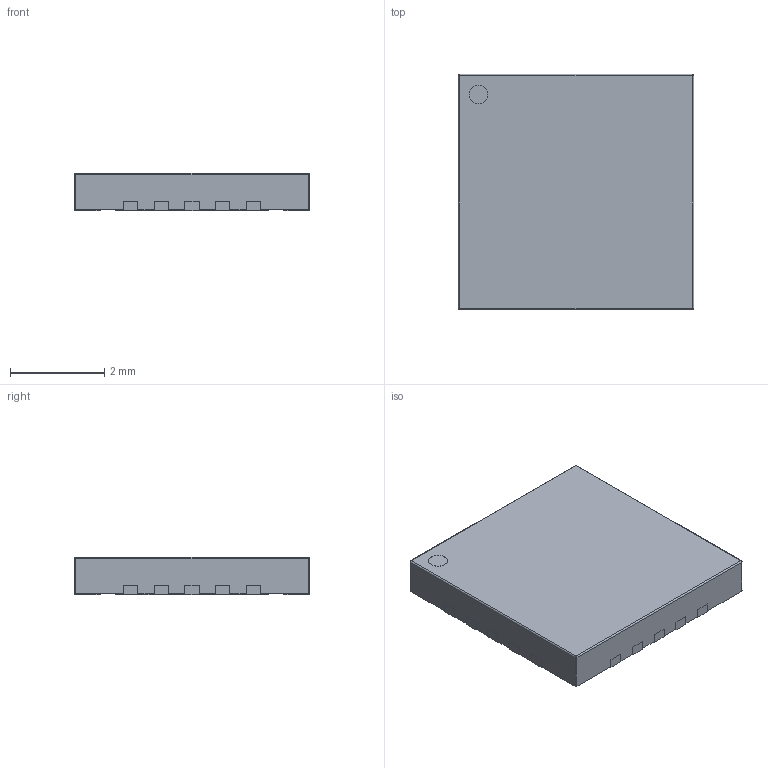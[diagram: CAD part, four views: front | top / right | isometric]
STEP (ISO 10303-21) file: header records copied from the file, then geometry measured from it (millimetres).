
FILE_DESCRIPTION (( 'STEP AP214' ), '1' );
FILE_NAME ('MAX31865ATP+T.STEP', '2023-11-02T02:39:15', ( '' ), ( '' ), 'SwSTEP 2.0', 'SolidWorks 2022', '' );
FILE_SCHEMA (( 'AUTOMOTIVE_DESIGN' ));
Length unit declared in the file: millimetre
Products named in the file (1): MAX31865ATP+T
Bounding box: 5 x 5 x 0.8 mm (x, y, z)
Volume: 19.8 mm3; surface area: 104.5 mm2
Topology: 23 solids, 23 shells, 238 faces, 562 edges, 368 vertices
Faces by surface type: plane 222, cylinder 12, sphere 4
Entity records: 6902 total; most frequent: CARTESIAN_POINT 1165, ORIENTED_EDGE 1116, DIRECTION 1060, EDGE_CURVE 558, VECTOR 534, LINE 534, VERTEX_POINT 368, AXIS2_PLACEMENT_3D 263
